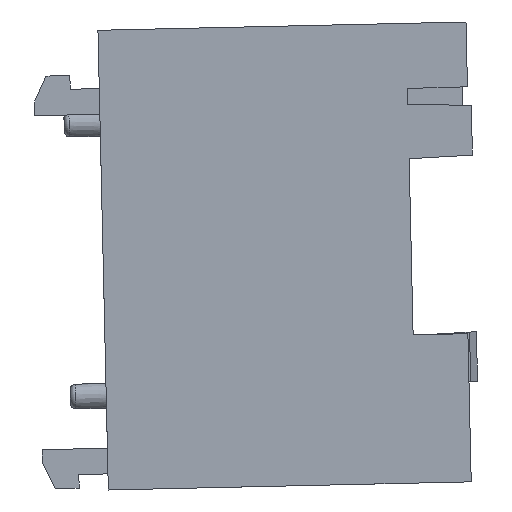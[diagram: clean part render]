
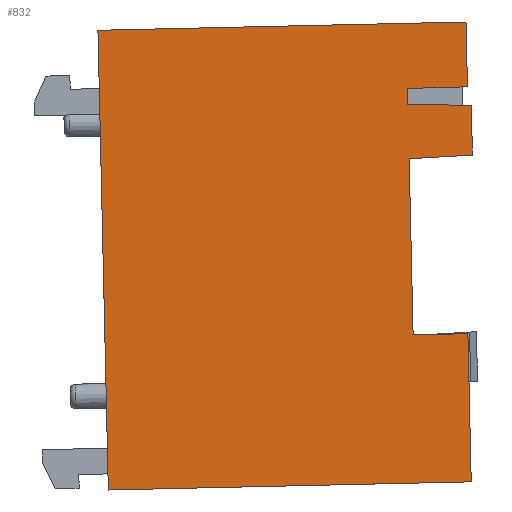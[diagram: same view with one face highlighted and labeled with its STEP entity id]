
A CAD part, front view. The second image highlights one B-rep face of the part: STEP entity #832.
In plain terms, the highlighted planar face has unit normal (0, -1, 0).
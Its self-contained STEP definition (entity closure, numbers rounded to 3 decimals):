
#86 = LINE ( 'NONE', #5108, #1338 ) ;
#191 = CARTESIAN_POINT ( 'NONE',  ( 1675.025, -66.355, 464.517 ) ) ;
#283 = CARTESIAN_POINT ( 'NONE',  ( 1671.924, -66.355, 460.096 ) ) ;
#565 = DIRECTION ( 'NONE',  ( 0.023, 0., -1. ) ) ;
#621 = VERTEX_POINT ( 'NONE', #191 ) ;
#689 = DIRECTION ( 'NONE',  ( 0.023, 0., -1. ) ) ;
#832 = ADVANCED_FACE ( 'NONE', ( #3716 ), #10346, .F. ) ;
#910 = VERTEX_POINT ( 'NONE', #5996 ) ;
#1002 = VERTEX_POINT ( 'NONE', #11401 ) ;
#1068 = EDGE_CURVE ( 'NONE', #621, #910, #7486, .T. ) ;
#1319 = DIRECTION ( 'NONE',  ( 0., 1., 0. ) ) ;
#1338 = VECTOR ( 'NONE', #565, 1000. ) ;
#1584 = CARTESIAN_POINT ( 'NONE',  ( 1674.3, -66.355, 496.714 ) ) ;
#1612 = CARTESIAN_POINT ( 'NONE',  ( 1672.11, -66.355, 483.428 ) ) ;
#1665 = DIRECTION ( 'NONE',  ( -0.023, 0., 1. ) ) ;
#1707 = LINE ( 'NONE', #9106, #8839 ) ;
#1877 = ORIENTED_EDGE ( 'NONE', *, *, #5311, .F. ) ;
#1965 = CARTESIAN_POINT ( 'NONE',  ( 1675.03, -66.355, 486.508 ) ) ;
#1983 = ORIENTED_EDGE ( 'NONE', *, *, #4109, .T. ) ;
#2010 = VECTOR ( 'NONE', #5984, 1000. ) ;
#2044 = VECTOR ( 'NONE', #4764, 1000. ) ;
#2045 = DIRECTION ( 'NONE',  ( -0.023, 0., 1. ) ) ;
#2365 = EDGE_CURVE ( 'NONE', #8948, #2719, #4228, .T. ) ;
#2601 = CARTESIAN_POINT ( 'NONE',  ( 1675.33, -66.355, 486.505 ) ) ;
#2603 = LINE ( 'NONE', #283, #8072 ) ;
#2719 = VERTEX_POINT ( 'NONE', #4790 ) ;
#2813 = EDGE_CURVE ( 'NONE', #6888, #8948, #7221, .T. ) ;
#2852 = VERTEX_POINT ( 'NONE', #11338 ) ;
#2883 = VECTOR ( 'NONE', #3484, 1000. ) ;
#3105 = ORIENTED_EDGE ( 'NONE', *, *, #7939, .F. ) ;
#3187 = VECTOR ( 'NONE', #4323, 1000. ) ;
#3205 = VECTOR ( 'NONE', #7087, 1000. ) ;
#3428 = CARTESIAN_POINT ( 'NONE',  ( 1653.831, -66.355, 464.04 ) ) ;
#3442 = CARTESIAN_POINT ( 'NONE',  ( 1671.271, -66.355, 487.491 ) ) ;
#3484 = DIRECTION ( 'NONE',  ( 1., 0., 0.028 ) ) ;
#3716 = FACE_OUTER_BOUND ( 'NONE', #7794, .T. ) ;
#3761 = DIRECTION ( 'NONE',  ( -0.023, 0., 1. ) ) ;
#3818 = ORIENTED_EDGE ( 'NONE', *, *, #7242, .F. ) ;
#3900 = VERTEX_POINT ( 'NONE', #3428 ) ;
#3959 = VECTOR ( 'NONE', #7822, 1000. ) ;
#3967 = ORIENTED_EDGE ( 'NONE', *, *, #1068, .T. ) ;
#4109 = EDGE_CURVE ( 'NONE', #8812, #2719, #1707, .T. ) ;
#4228 = LINE ( 'NONE', #1612, #3959 ) ;
#4323 = DIRECTION ( 'NONE',  ( 1., 0., -0.012 ) ) ;
#4341 = CARTESIAN_POINT ( 'NONE',  ( 1672.231, -66.355, 473.111 ) ) ;
#4383 = DIRECTION ( 'NONE',  ( 1., 0., 0.023 ) ) ;
#4628 = VERTEX_POINT ( 'NONE', #11579 ) ;
#4757 = LINE ( 'NONE', #8098, #3205 ) ;
#4764 = DIRECTION ( 'NONE',  ( -0.023, 0., 1. ) ) ;
#4790 = CARTESIAN_POINT ( 'NONE',  ( 1671.399, -66.355, 483.387 ) ) ;
#4815 = DIRECTION ( 'NONE',  ( 1., 0., 0. ) ) ;
#4867 = LINE ( 'NONE', #3442, #2883 ) ;
#4871 = ORIENTED_EDGE ( 'NONE', *, *, #2365, .F. ) ;
#5108 = CARTESIAN_POINT ( 'NONE',  ( 1674.826, -66.355, 486.668 ) ) ;
#5121 = CARTESIAN_POINT ( 'NONE',  ( 1675.026, -66.355, 486.673 ) ) ;
#5311 = EDGE_CURVE ( 'NONE', #621, #3900, #4757, .T. ) ;
#5435 = ORIENTED_EDGE ( 'NONE', *, *, #6267, .F. ) ;
#5674 = ORIENTED_EDGE ( 'NONE', *, *, #9942, .F. ) ;
#5984 = DIRECTION ( 'NONE',  ( 1., 0., 0.023 ) ) ;
#5995 = VERTEX_POINT ( 'NONE', #6729 ) ;
#5996 = CARTESIAN_POINT ( 'NONE',  ( 1674.83, -66.355, 473.17 ) ) ;
#6197 = ORIENTED_EDGE ( 'NONE', *, *, #6772, .T. ) ;
#6267 = EDGE_CURVE ( 'NONE', #5995, #6888, #10358, .T. ) ;
#6620 = VECTOR ( 'NONE', #4383, 1000. ) ;
#6729 = CARTESIAN_POINT ( 'NONE',  ( 1671.328, -66.355, 486.554 ) ) ;
#6772 = EDGE_CURVE ( 'NONE', #4628, #9170, #4867, .T. ) ;
#6798 = VECTOR ( 'NONE', #1665, 1000. ) ;
#6888 = VERTEX_POINT ( 'NONE', #1965 ) ;
#6957 = EDGE_CURVE ( 'NONE', #5995, #4628, #2603, .T. ) ;
#7074 = LINE ( 'NONE', #7410, #2044 ) ;
#7087 = DIRECTION ( 'NONE',  ( -1., 0., -0.023 ) ) ;
#7221 = LINE ( 'NONE', #5121, #7264 ) ;
#7242 = EDGE_CURVE ( 'NONE', #1002, #9170, #86, .T. ) ;
#7264 = VECTOR ( 'NONE', #689, 1000. ) ;
#7410 = CARTESIAN_POINT ( 'NONE',  ( 1653.332, -66.355, 486.184 ) ) ;
#7486 = LINE ( 'NONE', #1584, #6798 ) ;
#7771 = CARTESIAN_POINT ( 'NONE',  ( 1675.096, -66.355, 483.599 ) ) ;
#7794 = EDGE_LOOP ( 'NONE', ( #3818, #5674, #3105, #1877, #3967, #11525, #1983, #4871, #10905, #5435, #8334, #6197 ) ) ;
#7822 = DIRECTION ( 'NONE',  ( -0.998, 0., -0.057 ) ) ;
#7939 = EDGE_CURVE ( 'NONE', #3900, #2852, #7074, .T. ) ;
#8072 = VECTOR ( 'NONE', #2045, 1000. ) ;
#8098 = CARTESIAN_POINT ( 'NONE',  ( 1672.426, -66.355, 464.459 ) ) ;
#8304 = LINE ( 'NONE', #10560, #2010 ) ;
#8334 = ORIENTED_EDGE ( 'NONE', *, *, #6957, .T. ) ;
#8812 = VERTEX_POINT ( 'NONE', #11265 ) ;
#8839 = VECTOR ( 'NONE', #3761, 1000. ) ;
#8948 = VERTEX_POINT ( 'NONE', #7771 ) ;
#9106 = CARTESIAN_POINT ( 'NONE',  ( 1671.924, -66.355, 460.096 ) ) ;
#9170 = VERTEX_POINT ( 'NONE', #10152 ) ;
#9465 = AXIS2_PLACEMENT_3D ( 'NONE', #10258, #1319, #4815 ) ;
#9942 = EDGE_CURVE ( 'NONE', #2852, #1002, #8304, .T. ) ;
#10152 = CARTESIAN_POINT ( 'NONE',  ( 1674.806, -66.355, 487.589 ) ) ;
#10258 = CARTESIAN_POINT ( 'NONE',  ( 1671.927, -66.355, 486.603 ) ) ;
#10346 = PLANE ( 'NONE',  #9465 ) ;
#10358 = LINE ( 'NONE', #2601, #3187 ) ;
#10560 = CARTESIAN_POINT ( 'NONE',  ( 1671.821, -66.355, 491.307 ) ) ;
#10761 = EDGE_CURVE ( 'NONE', #8812, #910, #11396, .T. ) ;
#10905 = ORIENTED_EDGE ( 'NONE', *, *, #2813, .F. ) ;
#11265 = CARTESIAN_POINT ( 'NONE',  ( 1671.631, -66.355, 473.098 ) ) ;
#11338 = CARTESIAN_POINT ( 'NONE',  ( 1653.226, -66.355, 490.888 ) ) ;
#11396 = LINE ( 'NONE', #4341, #6620 ) ;
#11401 = CARTESIAN_POINT ( 'NONE',  ( 1674.72, -66.355, 491.372 ) ) ;
#11525 = ORIENTED_EDGE ( 'NONE', *, *, #10761, .F. ) ;
#11579 = CARTESIAN_POINT ( 'NONE',  ( 1671.307, -66.355, 487.492 ) ) ;
